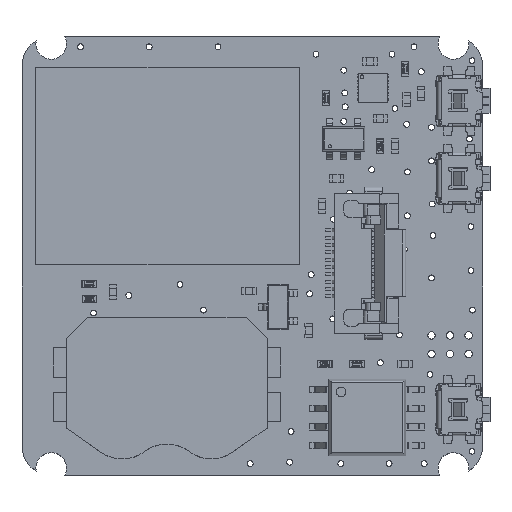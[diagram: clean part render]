
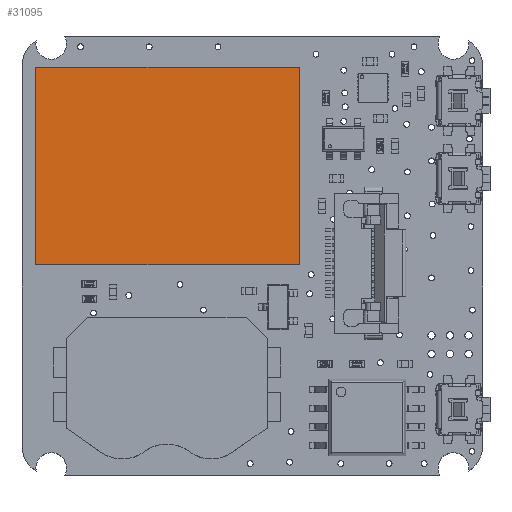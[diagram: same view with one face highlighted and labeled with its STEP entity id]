
A CAD part, top view. The second image highlights one B-rep face of the part: STEP entity #31095.
In plain terms, the highlighted planar face has unit normal (0, 0, 1).
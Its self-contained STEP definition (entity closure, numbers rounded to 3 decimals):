
#1878=PLANE('',#33701);
#3441=FACE_OUTER_BOUND('',#5307,.T.);
#5307=EDGE_LOOP('',(#28843,#28844,#28845,#28846));
#8696=LINE('',#51458,#12093);
#8699=LINE('',#51464,#12096);
#8702=LINE('',#51470,#12099);
#8705=LINE('',#51474,#12102);
#12093=VECTOR('',#41902,10.);
#12096=VECTOR('',#41907,10.);
#12099=VECTOR('',#41912,10.);
#12102=VECTOR('',#41917,10.);
#15768=VERTEX_POINT('',#51455);
#15769=VERTEX_POINT('',#51457);
#15771=VERTEX_POINT('',#51463);
#15773=VERTEX_POINT('',#51469);
#20123=EDGE_CURVE('',#15769,#15768,#8696,.T.);
#20126=EDGE_CURVE('',#15771,#15769,#8699,.T.);
#20129=EDGE_CURVE('',#15773,#15771,#8702,.T.);
#20132=EDGE_CURVE('',#15768,#15773,#8705,.T.);
#28843=ORIENTED_EDGE('',*,*,#20132,.T.);
#28844=ORIENTED_EDGE('',*,*,#20129,.T.);
#28845=ORIENTED_EDGE('',*,*,#20126,.T.);
#28846=ORIENTED_EDGE('',*,*,#20123,.T.);
#31095=ADVANCED_FACE('',(#3441),#1878,.T.);
#33701=AXIS2_PLACEMENT_3D('',#51475,#41918,#41919);
#41902=DIRECTION('',(0.,-1.,0.));
#41907=DIRECTION('',(-1.,0.,0.));
#41912=DIRECTION('',(0.,1.,0.));
#41917=DIRECTION('',(1.,0.,0.));
#41918=DIRECTION('center_axis',(0.,0.,1.));
#41919=DIRECTION('ref_axis',(1.,0.,0.));
#51455=CARTESIAN_POINT('',(-6.75,-9.,1.6));
#51457=CARTESIAN_POINT('',(-6.75,9.,1.6));
#51458=CARTESIAN_POINT('',(-6.75,-9.,1.6));
#51463=CARTESIAN_POINT('',(6.75,9.,1.6));
#51464=CARTESIAN_POINT('',(-6.75,9.,1.6));
#51469=CARTESIAN_POINT('',(6.75,-9.,1.6));
#51470=CARTESIAN_POINT('',(6.75,9.,1.6));
#51474=CARTESIAN_POINT('',(6.75,-9.,1.6));
#51475=CARTESIAN_POINT('Origin',(0.,0.,1.6));
